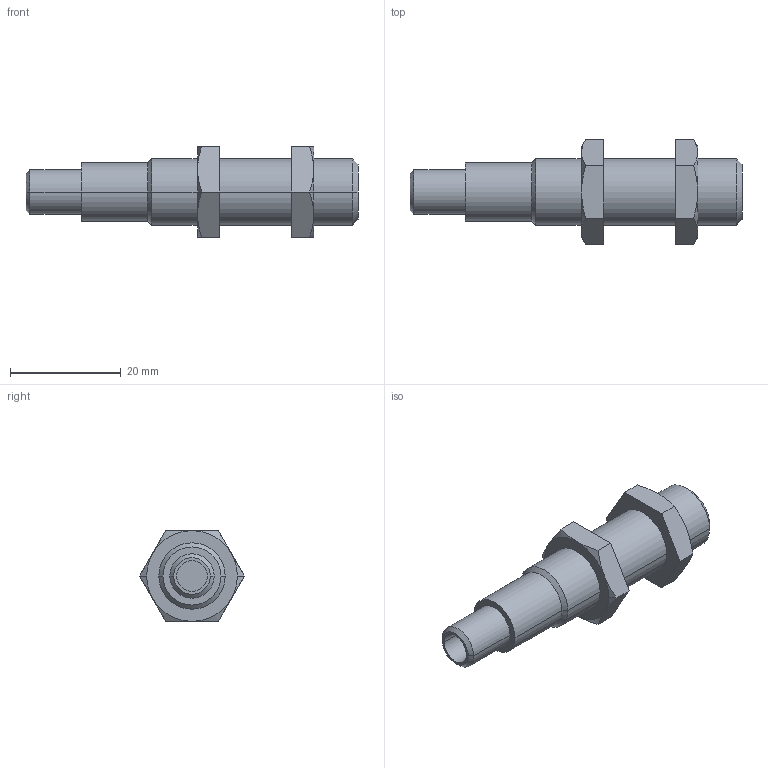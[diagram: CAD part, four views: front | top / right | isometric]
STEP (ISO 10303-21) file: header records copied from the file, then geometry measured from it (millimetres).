
FILE_DESCRIPTION(('STEP AP242'),'1');
FILE_NAME('sensor_xx512a1kam8.stp','2020-03-18T12:25:13',('TraceParts'),('TraceParts S.A.'),'Spatial InterOp 3D',' ',' ');
FILE_SCHEMA(('AP242_MANAGED_MODEL_BASED_3D_ENGINEERING_MIM_LF {1 0 10303 442 1 1 4}'));
Length unit declared in the file: millimetre
Products named in the file (1): sensor_xx512a1kam8_1
Bounding box: 60 x 18.94 x 16.4 mm (x, y, z)
Volume: 6777 mm3; surface area: 3556.1 mm2
Topology: 3 solids, 3 shells, 66 faces, 138 edges, 80 vertices
Faces by surface type: cone 32, plane 20, cylinder 14
Entity records: 1785 total; most frequent: CARTESIAN_POINT 383, DIRECTION 308, ORIENTED_EDGE 276, EDGE_CURVE 138, AXIS2_PLACEMENT_3D 125, VERTEX_POINT 80, EDGE_LOOP 72, ADVANCED_FACE 66
